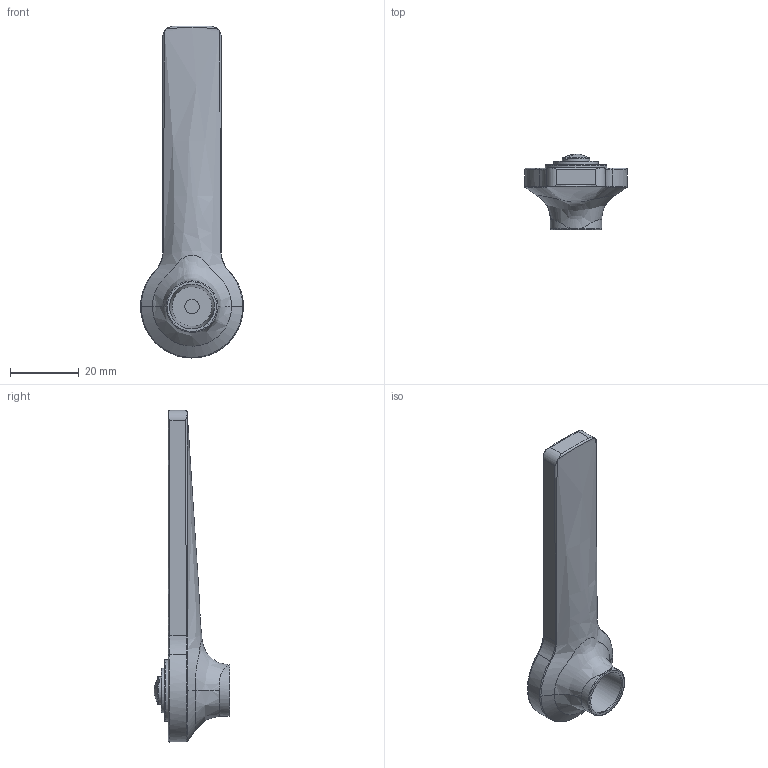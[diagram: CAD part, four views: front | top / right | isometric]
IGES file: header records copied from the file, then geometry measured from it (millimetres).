
Global section: file name: V759-LF; native system: Autodesk Inventor 2018; preprocessor: unknown; author: aprice; date: 20171205.140152; units: millimetre
Bounding box: 30 x 22.1 x 96.92 mm (x, y, z)
Volume: 14761.8 mm3; surface area: 6999.7 mm2
Topology: 3 solids, 3 shells, 78 faces, 216 edges, 147 vertices
Faces by surface type: bspline 78
